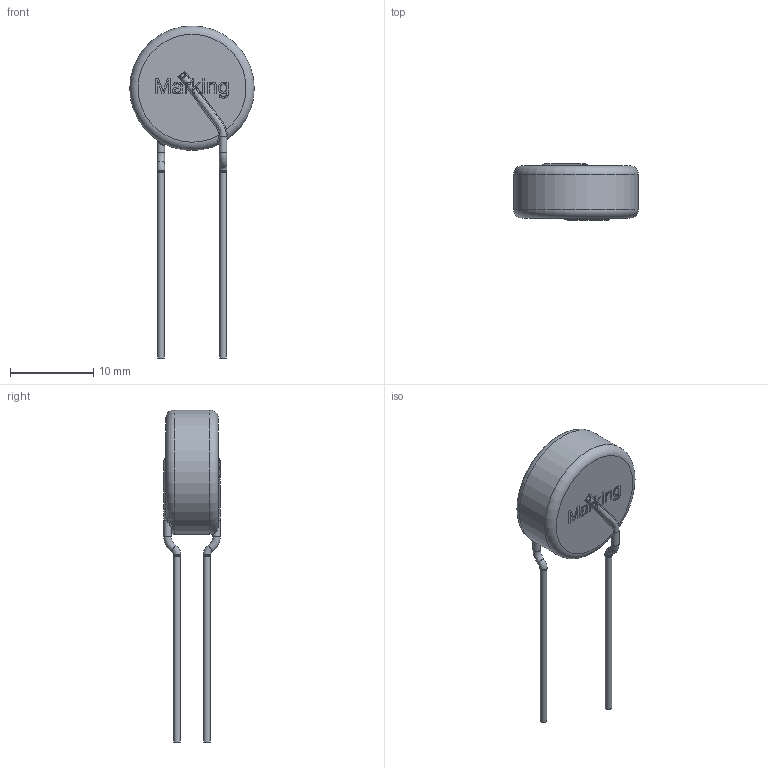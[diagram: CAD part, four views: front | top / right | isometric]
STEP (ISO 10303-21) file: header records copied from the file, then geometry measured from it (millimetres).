
FILE_DESCRIPTION(/* description */ ('Unknown'),/* implementation_level */ '2;1');
FILE_NAME(/* name */ '820445511E',/* time_stamp */ '2018-10-05T12:53:33+02:00',/* author */ ('Unknown'),/* organization */ ('Unknown'),/* preprocessor_version */ 'ST-DEVELOPER v16.7',/* originating_system */ 'DEX',/* authorisation */ $);
FILE_SCHEMA (('AUTOMOTIVE_DESIGN {1 0 10303 214 3 1 1}'));
Length unit declared in the file: millimetre
Products named in the file (1): 820445511E
Bounding box: 15 x 6.8 x 40 mm (x, y, z)
Volume: 1124.5 mm3; surface area: 748.9 mm2
Topology: 1 solids, 1 shells, 182 faces, 504 edges, 330 vertices
Faces by surface type: bspline 86, plane 80, cylinder 8, torus 8
Full cylindrical faces by diameter (mm): 0.8 x2, 0.9 x2, 15 x1
Entity records: 10336 total; most frequent: CARTESIAN_POINT 5340, ORIENTED_EDGE 944, EDGE_CURVE 472, DIRECTION 433, VERTEX_POINT 318, B_SPLINE_CURVE_WITH_KNOTS 265, EDGE_LOOP 208, FACE_BOUND 208
